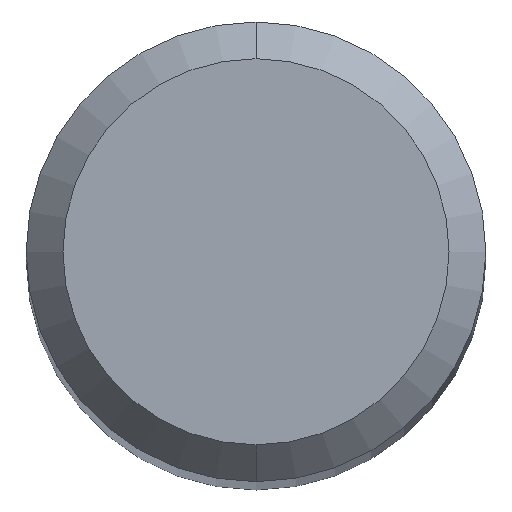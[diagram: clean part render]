
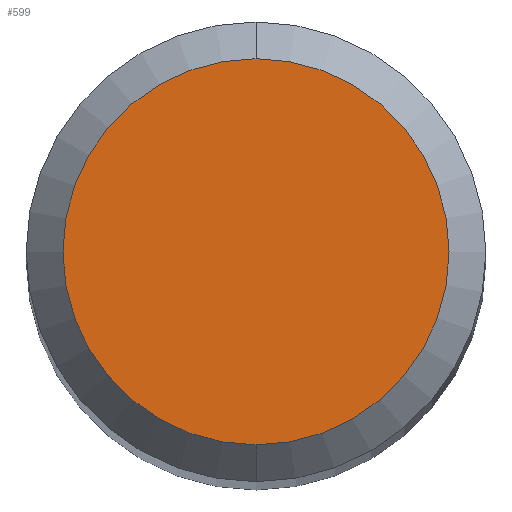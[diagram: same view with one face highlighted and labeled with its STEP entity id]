
A CAD part, top view. The second image highlights one B-rep face of the part: STEP entity #599.
In plain terms, the highlighted planar face has unit normal (0, 0, 1).
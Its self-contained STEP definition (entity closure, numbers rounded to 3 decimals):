
#449=EDGE_CURVE('',#861,#553,#1098,.T.);
#553=VERTEX_POINT('',#1208);
#599=ADVANCED_FACE('',(#1259),#1260,.T.);
#819=EDGE_CURVE('',#553,#861,#1498,.T.);
#861=VERTEX_POINT('',#1543);
#1098=CIRCLE('',#3653,2.1);
#1208=CARTESIAN_POINT('',(0.,-2.1,0.0));
#1259=FACE_OUTER_BOUND('',#4697,.T.);
#1260=PLANE('',#4698);
#1498=CIRCLE('',#7433,2.1);
#1543=CARTESIAN_POINT('',(0.0,2.1,0.0));
#3653=AXIS2_PLACEMENT_3D('',#8368,#8369,#8370);
#4697=EDGE_LOOP('',(#8520,#8521));
#4698=AXIS2_PLACEMENT_3D('',#8522,#8523,#8524);
#7433=AXIS2_PLACEMENT_3D('',#8758,#8759,#8760);
#8368=CARTESIAN_POINT('',(0.0,0.0,0.0));
#8369=DIRECTION('',(0.0,0.0,-1.0));
#8370=DIRECTION('',(0.0,1.0,0.0));
#8520=ORIENTED_EDGE('',*,*,#449,.F.);
#8521=ORIENTED_EDGE('',*,*,#819,.F.);
#8522=CARTESIAN_POINT('',(0.0,1.05,0.0));
#8523=DIRECTION('',(-0.0,0.0,1.0));
#8524=DIRECTION('',(0.0,-1.0,0.0));
#8758=CARTESIAN_POINT('',(0.0,0.0,0.0));
#8759=DIRECTION('',(0.0,0.0,-1.0));
#8760=DIRECTION('',(0.0,1.0,0.0));
